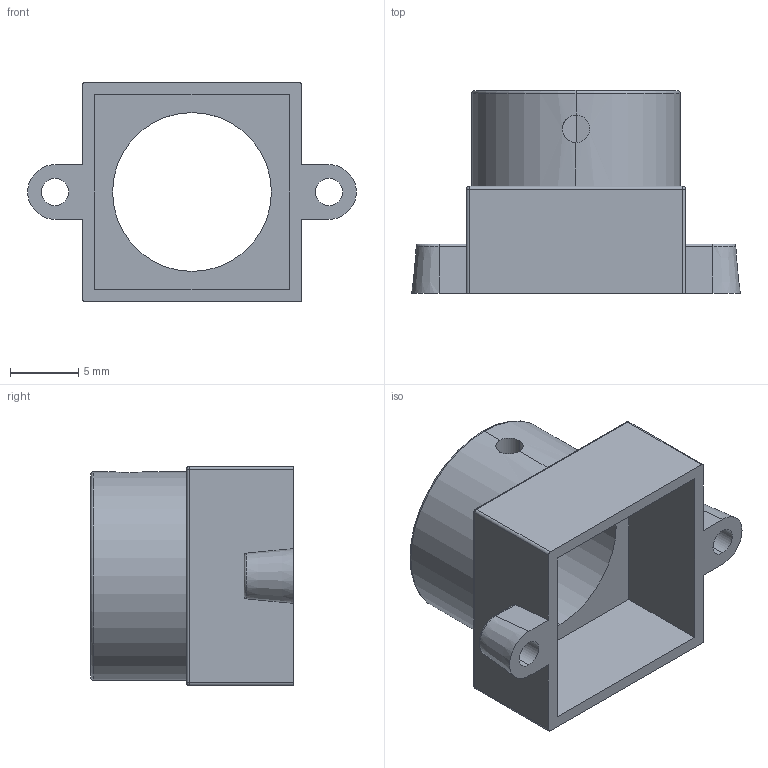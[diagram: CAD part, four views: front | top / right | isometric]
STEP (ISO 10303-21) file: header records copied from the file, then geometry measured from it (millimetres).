
FILE_DESCRIPTION (( 'STEP AP214' ), '1' );
FILE_NAME ('M12 lens holder.STEP', '2016-08-29T06:51:49', ( 'Evgeniy' ), ( '' ), 'SwSTEP 2.0', 'SolidWorks 2014', '' );
FILE_SCHEMA (( 'AUTOMOTIVE_DESIGN' ));
Length unit declared in the file: millimetre
Products named in the file (1): M12 lens holder
Bounding box: 24 x 14.8 x 16 mm (x, y, z)
Volume: 1098.3 mm3; surface area: 1916.6 mm2
Topology: 1 solids, 1 shells, 52 faces, 133 edges, 80 vertices
Faces by surface type: cylinder 21, plane 18, torus 6, cone 4, sphere 3
Entity records: 1652 total; most frequent: CARTESIAN_POINT 338, DIRECTION 279, ORIENTED_EDGE 260, EDGE_CURVE 130, AXIS2_PLACEMENT_3D 105, VERTEX_POINT 80, VECTOR 69, LINE 69
